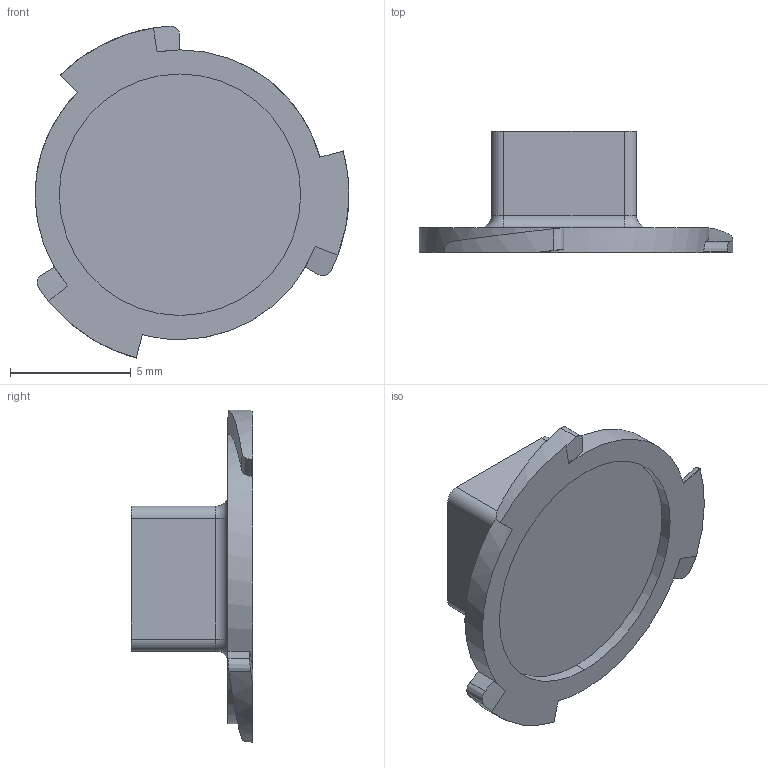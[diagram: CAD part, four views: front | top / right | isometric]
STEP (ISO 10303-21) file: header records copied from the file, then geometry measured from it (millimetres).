
FILE_DESCRIPTION (( 'STEP AP203' ), '1' );
FILE_NAME ('0160-200-37.STEP', '2021-09-13T20:18:37', ( '' ), ( '' ), 'SwSTEP 2.0', 'SolidWorks 2020', '' );
FILE_SCHEMA (( 'CONFIG_CONTROL_DESIGN' ));
Length unit declared in the file: millimetre
Products named in the file (1): 0160-200-37
Bounding box: 13 x 5.03 x 13.75 mm (x, y, z)
Volume: 178.2 mm3; surface area: 458.1 mm2
Topology: 1 solids, 1 shells, 54 faces, 133 edges, 84 vertices
Faces by surface type: plane 21, bspline 15, cylinder 14, torus 4
Entity records: 1876 total; most frequent: CARTESIAN_POINT 668, ORIENTED_EDGE 266, DIRECTION 197, EDGE_CURVE 133, VERTEX_POINT 84, AXIS2_PLACEMENT_3D 72, EDGE_LOOP 57, FACE_OUTER_BOUND 54
